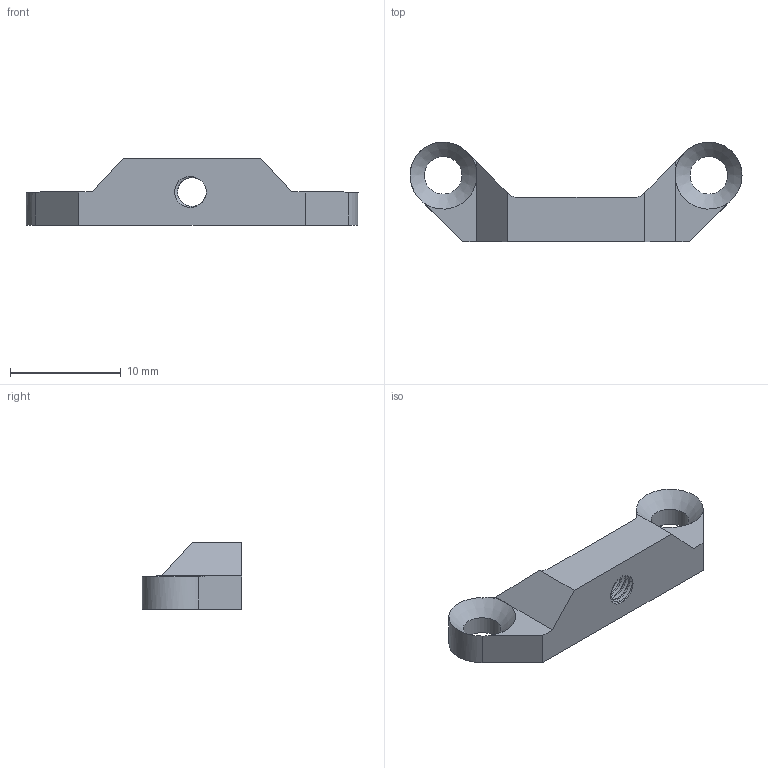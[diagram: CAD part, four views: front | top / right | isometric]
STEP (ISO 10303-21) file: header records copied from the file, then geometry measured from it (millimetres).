
FILE_DESCRIPTION(('FreeCAD Model'),'2;1');
FILE_NAME('Open CASCADE Shape Model','2024-11-10T16:18:09',(''),(''), 'Open CASCADE STEP processor 7.8','FreeCAD','Unknown');
FILE_SCHEMA(('AUTOMOTIVE_DESIGN { 1 0 10303 214 1 1 1 1 }'));
Length unit declared in the file: millimetre
Products named in the file (1): Hole146
Bounding box: 30 x 9 x 6 mm (x, y, z)
Volume: 571.7 mm3; surface area: 709.5 mm2
Topology: 1 solids, 1 shells, 52 faces, 136 edges, 84 vertices
Faces by surface type: bspline 27, plane 16, cylinder 7, cone 2
Full cylindrical faces by diameter (mm): 3.4 x2
Entity records: 4783 total; most frequent: CARTESIAN_POINT 3676, ORIENTED_EDGE 272, DIRECTION 144, EDGE_CURVE 136, VERTEX_POINT 84, B_SPLINE_CURVE_WITH_KNOTS 69, FACE_BOUND 56, EDGE_LOOP 56
